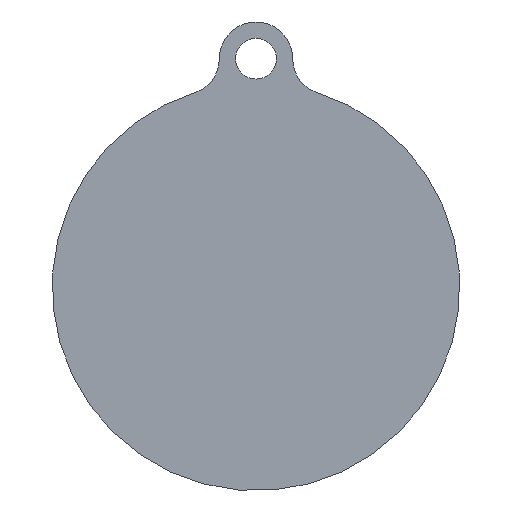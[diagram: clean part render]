
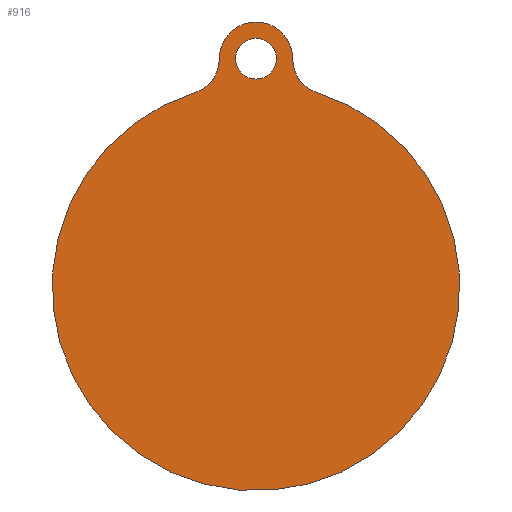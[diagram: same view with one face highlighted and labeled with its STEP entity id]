
A CAD part, front view. The second image highlights one B-rep face of the part: STEP entity #916.
In plain terms, the highlighted planar face has unit normal (0, -1, 0).
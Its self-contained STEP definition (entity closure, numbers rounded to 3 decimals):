
#77=FACE_BOUND('',#168,.T.);
#82=PLANE('',#997);
#114=FACE_OUTER_BOUND('',#167,.T.);
#167=EDGE_LOOP('',(#656,#657,#658,#659));
#168=EDGE_LOOP('',(#660));
#390=CIRCLE('',#988,2.5);
#391=CIRCLE('',#990,4.392);
#392=CIRCLE('',#992,25.);
#393=CIRCLE('',#994,4.392);
#394=CIRCLE('',#996,4.5);
#402=VERTEX_POINT('',#1217);
#403=VERTEX_POINT('',#1221);
#404=VERTEX_POINT('',#1222);
#405=VERTEX_POINT('',#1227);
#406=VERTEX_POINT('',#1231);
#496=EDGE_CURVE('',#402,#402,#390,.T.);
#497=EDGE_CURVE('',#403,#404,#391,.T.);
#500=EDGE_CURVE('',#405,#404,#392,.T.);
#502=EDGE_CURVE('',#405,#406,#393,.T.);
#504=EDGE_CURVE('',#403,#406,#394,.T.);
#656=ORIENTED_EDGE('',*,*,#504,.F.);
#657=ORIENTED_EDGE('',*,*,#497,.T.);
#658=ORIENTED_EDGE('',*,*,#500,.F.);
#659=ORIENTED_EDGE('',*,*,#502,.T.);
#660=ORIENTED_EDGE('',*,*,#496,.F.);
#916=ADVANCED_FACE('',(#114,#77),#82,.F.);
#988=AXIS2_PLACEMENT_3D('',#1219,#1048,#1049);
#990=AXIS2_PLACEMENT_3D('',#1223,#1052,#1053);
#992=AXIS2_PLACEMENT_3D('',#1228,#1058,#1059);
#994=AXIS2_PLACEMENT_3D('',#1232,#1063,#1064);
#996=AXIS2_PLACEMENT_3D('',#1235,#1068,#1069);
#997=AXIS2_PLACEMENT_3D('',#1236,#1070,#1071);
#1048=DIRECTION('center_axis',(0.,-1.,0.));
#1049=DIRECTION('ref_axis',(1.,0.,0.));
#1052=DIRECTION('center_axis',(0.,1.,0.));
#1053=DIRECTION('ref_axis',(1.,0.,0.));
#1058=DIRECTION('center_axis',(0.,1.,0.));
#1059=DIRECTION('ref_axis',(1.,0.,0.));
#1063=DIRECTION('center_axis',(0.,1.,0.));
#1064=DIRECTION('ref_axis',(-0.372,0.,-0.928));
#1068=DIRECTION('center_axis',(0.,1.,0.));
#1069=DIRECTION('ref_axis',(-1.,0.,0.));
#1070=DIRECTION('center_axis',(0.,1.,0.));
#1071=DIRECTION('ref_axis',(1.,0.,0.));
#1217=CARTESIAN_POINT('',(-2.5,0.,28.));
#1219=CARTESIAN_POINT('Origin',(0.,0.,28.));
#1221=CARTESIAN_POINT('',(-4.5,0.,28.));
#1222=CARTESIAN_POINT('',(-7.257,0.,23.924));
#1223=CARTESIAN_POINT('Origin',(-8.892,0.,28.));
#1227=CARTESIAN_POINT('',(7.257,0.,23.924));
#1228=CARTESIAN_POINT('Origin',(0.,0.,0.));
#1231=CARTESIAN_POINT('',(4.5,0.,28.));
#1232=CARTESIAN_POINT('Origin',(8.892,0.,28.));
#1235=CARTESIAN_POINT('Origin',(0.,0.,28.));
#1236=CARTESIAN_POINT('Origin',(0.,0.,3.75));
